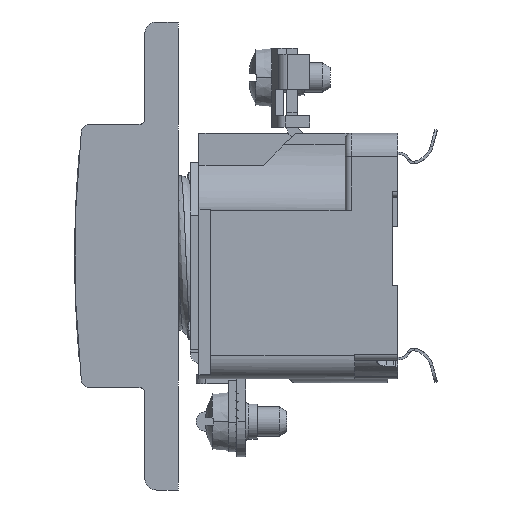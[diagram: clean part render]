
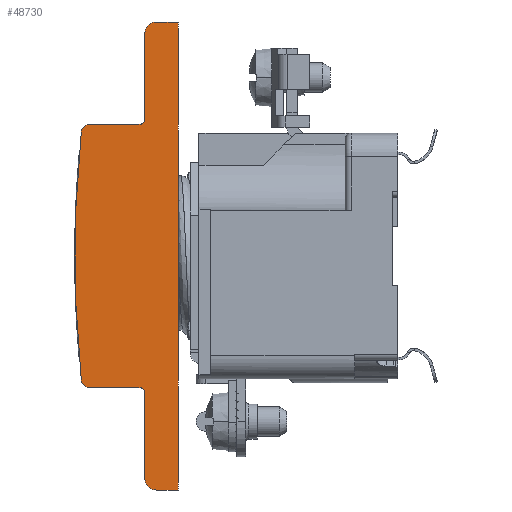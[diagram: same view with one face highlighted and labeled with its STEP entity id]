
A CAD part, left-side view. The second image highlights one B-rep face of the part: STEP entity #48730.
In plain terms, the highlighted face is planar.
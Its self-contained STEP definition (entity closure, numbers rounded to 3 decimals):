
#44876=DIRECTION('',(-1.,0.,0.));
#44877=VECTOR('',#44876,80.);
#44878=CARTESIAN_POINT('',(40.,-17.75,-20.));
#44879=LINE('',#44878,#44877);
#45446=DIRECTION('',(1.,0.,0.));
#45447=VECTOR('',#45446,14.5);
#45448=CARTESIAN_POINT('',(-38.,-12.,-20.));
#45449=LINE('',#45448,#45447);
#45551=CARTESIAN_POINT('',(38.,-14.,-20.));
#45552=DIRECTION('',(0.,0.,1.));
#45553=DIRECTION('',(1.,0.,0.));
#45554=AXIS2_PLACEMENT_3D('',#45551,#45552,#45553);
#45559=CARTESIAN_POINT('',(23.5,-11.,-20.));
#45560=DIRECTION('',(0.,0.,-1.));
#45561=DIRECTION('',(0.,-1.,0.));
#45562=AXIS2_PLACEMENT_3D('',#45559,#45560,#45561);
#45567=CARTESIAN_POINT('',(21.,-2.614,-20.));
#45568=DIRECTION('',(0.,0.,1.));
#45569=DIRECTION('',(1.,0.,0.));
#45570=AXIS2_PLACEMENT_3D('',#45567,#45568,#45569);
#45575=CARTESIAN_POINT('',(0.,-200.,-20.));
#45576=DIRECTION('',(0.,0.,1.));
#45577=DIRECTION('',(0.106,0.994,0.));
#45578=AXIS2_PLACEMENT_3D('',#45575,#45576,#45577);
#45583=CARTESIAN_POINT('',(-21.,-2.614,-20.));
#45584=DIRECTION('',(0.,0.,1.));
#45585=DIRECTION('',(-0.106,0.994,0.));
#45586=AXIS2_PLACEMENT_3D('',#45583,#45584,#45585);
#45591=CARTESIAN_POINT('',(-23.5,-11.,-20.));
#45592=DIRECTION('',(0.,0.,-1.));
#45593=DIRECTION('',(1.,0.,0.));
#45594=AXIS2_PLACEMENT_3D('',#45591,#45592,#45593);
#45599=CARTESIAN_POINT('',(-38.,-14.,-20.));
#45600=DIRECTION('',(0.,0.,1.));
#45601=DIRECTION('',(0.,1.,0.));
#45602=AXIS2_PLACEMENT_3D('',#45599,#45600,#45601);
#45607=DIRECTION('',(0.,-1.,0.));
#45608=VECTOR('',#45607,3.75);
#45609=CARTESIAN_POINT('',(40.,-14.,-20.));
#45610=LINE('',#45609,#45608);
#45726=DIRECTION('',(0.,1.,0.));
#45727=VECTOR('',#45726,3.75);
#45728=CARTESIAN_POINT('',(-40.,-17.75,-20.));
#45729=LINE('',#45728,#45727);
#45754=DIRECTION('',(0.,1.,0.));
#45755=VECTOR('',#45754,8.386);
#45756=CARTESIAN_POINT('',(-22.5,-11.,-20.));
#45757=LINE('',#45756,#45755);
#45939=DIRECTION('',(0.,-1.,0.));
#45940=VECTOR('',#45939,8.386);
#45941=CARTESIAN_POINT('',(22.5,-2.614,-20.));
#45942=LINE('',#45941,#45940);
#45960=DIRECTION('',(1.,0.,0.));
#45961=VECTOR('',#45960,14.5);
#45962=CARTESIAN_POINT('',(23.5,-12.,-20.));
#45963=LINE('',#45962,#45961);
#47416=CARTESIAN_POINT('',(40.,-17.75,-20.));
#47418=VERTEX_POINT('',#47416);
#47440=CARTESIAN_POINT('',(-40.,-17.75,-20.));
#47442=VERTEX_POINT('',#47440);
#47535=CARTESIAN_POINT('',(-22.5,-11.,-20.));
#47536=CARTESIAN_POINT('',(-22.5,-2.614,-20.));
#47537=VERTEX_POINT('',#47535);
#47538=VERTEX_POINT('',#47536);
#47539=CARTESIAN_POINT('',(-23.5,-12.,-20.));
#47540=VERTEX_POINT('',#47539);
#47541=CARTESIAN_POINT('',(-38.,-12.,-20.));
#47542=VERTEX_POINT('',#47541);
#47543=CARTESIAN_POINT('',(-40.,-14.,-20.));
#47544=VERTEX_POINT('',#47543);
#47545=CARTESIAN_POINT('',(40.,-14.,-20.));
#47546=VERTEX_POINT('',#47545);
#47547=CARTESIAN_POINT('',(38.,-12.,-20.));
#47548=VERTEX_POINT('',#47547);
#47549=CARTESIAN_POINT('',(23.5,-12.,-20.));
#47550=VERTEX_POINT('',#47549);
#47551=CARTESIAN_POINT('',(22.5,-11.,-20.));
#47552=VERTEX_POINT('',#47551);
#47553=CARTESIAN_POINT('',(22.5,-2.614,-20.));
#47554=VERTEX_POINT('',#47553);
#47555=CARTESIAN_POINT('',(21.159,-1.122,-20.));
#47556=VERTEX_POINT('',#47555);
#47557=CARTESIAN_POINT('',(-21.159,-1.122,-20.));
#47558=VERTEX_POINT('',#47557);
#48698=CARTESIAN_POINT('',(0.,0.,-20.));
#48699=DIRECTION('',(0.,0.,1.));
#48700=DIRECTION('',(1.,0.,0.));
#48701=AXIS2_PLACEMENT_3D('',#48698,#48699,#48700);
#48702=PLANE('',#48701);
#48703=ORIENTED_EDGE('',*,*,#48046,.F.);
#48705=ORIENTED_EDGE('',*,*,#48704,.F.);
#48707=ORIENTED_EDGE('',*,*,#48706,.T.);
#48709=ORIENTED_EDGE('',*,*,#48708,.F.);
#48711=ORIENTED_EDGE('',*,*,#48710,.T.);
#48713=ORIENTED_EDGE('',*,*,#48712,.F.);
#48715=ORIENTED_EDGE('',*,*,#48714,.T.);
#48717=ORIENTED_EDGE('',*,*,#48716,.T.);
#48719=ORIENTED_EDGE('',*,*,#48718,.T.);
#48721=ORIENTED_EDGE('',*,*,#48720,.F.);
#48722=ORIENTED_EDGE('',*,*,#48682,.T.);
#48723=ORIENTED_EDGE('',*,*,#48641,.F.);
#48725=ORIENTED_EDGE('',*,*,#48724,.T.);
#48727=ORIENTED_EDGE('',*,*,#48726,.F.);
#48728=EDGE_LOOP('',(#48703,#48705,#48707,#48709,#48711,#48713,#48715,#48717,
#48719,#48721,#48722,#48723,#48725,#48727));
#48729=FACE_OUTER_BOUND('',#48728,.F.);
#45555=CIRCLE('',#45554,2.);
#45563=CIRCLE('',#45562,1.);
#45571=CIRCLE('',#45570,1.5);
#45579=CIRCLE('',#45578,200.);
#45587=CIRCLE('',#45586,1.5);
#45595=CIRCLE('',#45594,1.);
#45603=CIRCLE('',#45602,2.);
#48046=EDGE_CURVE('',#47418,#47442,#44879,.T.);
#48641=EDGE_CURVE('',#47542,#47540,#45449,.T.);
#48682=EDGE_CURVE('',#47537,#47540,#45595,.T.);
#48704=EDGE_CURVE('',#47546,#47418,#45610,.T.);
#48706=EDGE_CURVE('',#47546,#47548,#45555,.T.);
#48708=EDGE_CURVE('',#47550,#47548,#45963,.T.);
#48710=EDGE_CURVE('',#47550,#47552,#45563,.T.);
#48712=EDGE_CURVE('',#47554,#47552,#45942,.T.);
#48714=EDGE_CURVE('',#47554,#47556,#45571,.T.);
#48716=EDGE_CURVE('',#47556,#47558,#45579,.T.);
#48718=EDGE_CURVE('',#47558,#47538,#45587,.T.);
#48720=EDGE_CURVE('',#47537,#47538,#45757,.T.);
#48724=EDGE_CURVE('',#47542,#47544,#45603,.T.);
#48726=EDGE_CURVE('',#47442,#47544,#45729,.T.);
#48730=ADVANCED_FACE('',(#48729),#48702,.F.);
